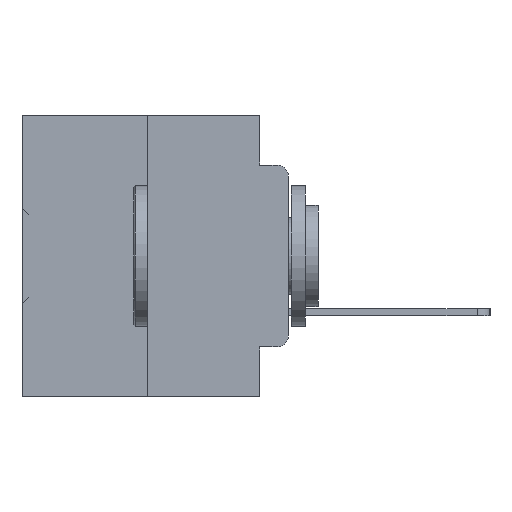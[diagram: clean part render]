
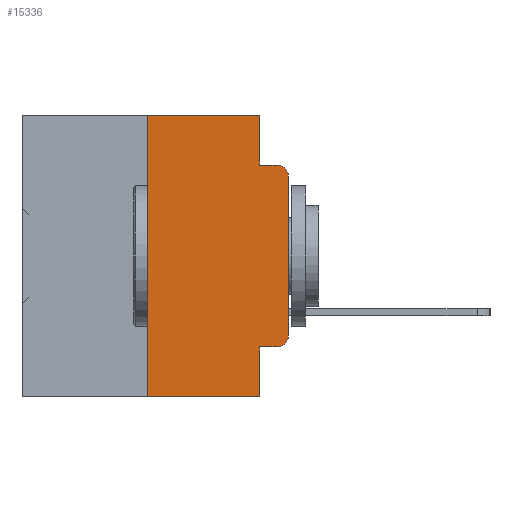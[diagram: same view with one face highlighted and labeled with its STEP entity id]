
A CAD part, left-side view. The second image highlights one B-rep face of the part: STEP entity #15336.
In plain terms, the highlighted planar face has unit normal (-1, 0, 0).
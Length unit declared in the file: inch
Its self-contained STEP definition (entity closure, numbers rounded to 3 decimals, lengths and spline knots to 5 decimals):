
#1461 = ORIENTED_EDGE ( 'NONE', *, *, #15469, .T. ) ;
#1855 = ORIENTED_EDGE ( 'NONE', *, *, #12742, .T. ) ;
#1971 = LINE ( 'NONE', #20231, #32494 ) ;
#2419 = DIRECTION ( 'NONE',  ( 0., 0., -1. ) ) ;
#3052 = DIRECTION ( 'NONE',  ( 0., -1., 0. ) ) ;
#3653 = FACE_OUTER_BOUND ( 'NONE', #36895, .T. ) ;
#4776 = EDGE_CURVE ( 'NONE', #15625, #19945, #21451, .T. ) ;
#5359 = CARTESIAN_POINT ( 'NONE',  ( 0., 0.25, -0.5 ) ) ;
#5451 = VECTOR ( 'NONE', #8952, 39.37008 ) ;
#5511 = EDGE_CURVE ( 'NONE', #14385, #38051, #8383, .T. ) ;
#5930 = VECTOR ( 'NONE', #3052, 39.37008 ) ;
#6000 = VECTOR ( 'NONE', #35005, 39.37008 ) ;
#6039 = CARTESIAN_POINT ( 'NONE',  ( 0., 0.25, 0. ) ) ;
#6679 = CARTESIAN_POINT ( 'NONE',  ( 0., 0.473, 0. ) ) ;
#7372 = DIRECTION ( 'NONE',  ( 0., -1., 0. ) ) ;
#7472 = VERTEX_POINT ( 'NONE', #37681 ) ;
#7529 = VERTEX_POINT ( 'NONE', #20274 ) ;
#7825 = CIRCLE ( 'NONE', #20415, 0.02 ) ;
#8373 = CARTESIAN_POINT ( 'NONE',  ( 0., 0.02, -0.3915 ) ) ;
#8383 = CIRCLE ( 'NONE', #26926, 0.02 ) ;
#8952 = DIRECTION ( 'NONE',  ( 0., 0., -1. ) ) ;
#9016 = EDGE_CURVE ( 'NONE', #26724, #7529, #27998, .T. ) ;
#9440 = EDGE_CURVE ( 'NONE', #14848, #7472, #14629, .T. ) ;
#9719 = CARTESIAN_POINT ( 'NONE',  ( 0., 0., -0.3915 ) ) ;
#11349 = DIRECTION ( 'NONE',  ( 0., 0., -1. ) ) ;
#11536 = ORIENTED_EDGE ( 'NONE', *, *, #4776, .F. ) ;
#12742 = EDGE_CURVE ( 'NONE', #33851, #19945, #7825, .T. ) ;
#13039 = VECTOR ( 'NONE', #18826, 39.37008 ) ;
#13940 = ORIENTED_EDGE ( 'NONE', *, *, #5511, .T. ) ;
#14196 = CARTESIAN_POINT ( 'NONE',  ( 0., 0.473, 0. ) ) ;
#14335 = CARTESIAN_POINT ( 'NONE',  ( 0., 0.051, 0. ) ) ;
#14385 = VERTEX_POINT ( 'NONE', #24355 ) ;
#14629 = LINE ( 'NONE', #6679, #27569 ) ;
#14848 = VERTEX_POINT ( 'NONE', #6039 ) ;
#15336 = ADVANCED_FACE ( 'NONE', ( #3653 ), #17178, .F. ) ;
#15469 = EDGE_CURVE ( 'NONE', #16425, #14385, #22626, .T. ) ;
#15625 = VERTEX_POINT ( 'NONE', #27482 ) ;
#16425 = VERTEX_POINT ( 'NONE', #22139 ) ;
#16611 = DIRECTION ( 'NONE',  ( -1., 0., 0. ) ) ;
#17178 = PLANE ( 'NONE',  #17751 ) ;
#17751 = AXIS2_PLACEMENT_3D ( 'NONE', #14196, #20163, #2419 ) ;
#17821 = CARTESIAN_POINT ( 'NONE',  ( 0., 0.051, -0.4115 ) ) ;
#18562 = ORIENTED_EDGE ( 'NONE', *, *, #9440, .F. ) ;
#18826 = DIRECTION ( 'NONE',  ( 0., 0., 1. ) ) ;
#19945 = VERTEX_POINT ( 'NONE', #30713 ) ;
#20163 = DIRECTION ( 'NONE',  ( 1., 0., 0. ) ) ;
#20231 = CARTESIAN_POINT ( 'NONE',  ( 0., 0., 0. ) ) ;
#20274 = CARTESIAN_POINT ( 'NONE',  ( 0., 0.051, -0.5 ) ) ;
#20319 = LINE ( 'NONE', #26716, #5451 ) ;
#20415 = AXIS2_PLACEMENT_3D ( 'NONE', #34306, #16611, #37249 ) ;
#20692 = EDGE_CURVE ( 'NONE', #38051, #33851, #1971, .T. ) ;
#20860 = ORIENTED_EDGE ( 'NONE', *, *, #37231, .F. ) ;
#20877 = LINE ( 'NONE', #14335, #6000 ) ;
#21345 = ORIENTED_EDGE ( 'NONE', *, *, #9016, .T. ) ;
#21451 = LINE ( 'NONE', #25153, #28361 ) ;
#22004 = DIRECTION ( 'NONE',  ( 0., -1., 0. ) ) ;
#22139 = CARTESIAN_POINT ( 'NONE',  ( 0., 0.051, -0.4115 ) ) ;
#22626 = LINE ( 'NONE', #17821, #5930 ) ;
#23189 = DIRECTION ( 'NONE',  ( 0., 0., 1. ) ) ;
#23381 = EDGE_CURVE ( 'NONE', #16425, #7529, #20319, .T. ) ;
#24355 = CARTESIAN_POINT ( 'NONE',  ( 0., 0.02, -0.4115 ) ) ;
#25153 = CARTESIAN_POINT ( 'NONE',  ( 0., 0.051, -0.0885 ) ) ;
#25389 = EDGE_CURVE ( 'NONE', #26724, #14848, #28771, .T. ) ;
#26417 = ORIENTED_EDGE ( 'NONE', *, *, #25389, .F. ) ;
#26716 = CARTESIAN_POINT ( 'NONE',  ( 0., 0.051, 0. ) ) ;
#26724 = VERTEX_POINT ( 'NONE', #5359 ) ;
#26819 = ORIENTED_EDGE ( 'NONE', *, *, #20692, .T. ) ;
#26926 = AXIS2_PLACEMENT_3D ( 'NONE', #8373, #29090, #11349 ) ;
#27482 = CARTESIAN_POINT ( 'NONE',  ( 0., 0.051, -0.0885 ) ) ;
#27569 = VECTOR ( 'NONE', #33356, 39.37008 ) ;
#27820 = CARTESIAN_POINT ( 'NONE',  ( 0., 0.473, -0.5 ) ) ;
#27998 = LINE ( 'NONE', #27820, #34935 ) ;
#28361 = VECTOR ( 'NONE', #7372, 39.37008 ) ;
#28771 = LINE ( 'NONE', #36495, #13039 ) ;
#29090 = DIRECTION ( 'NONE',  ( -1., 0., 0. ) ) ;
#29188 = ORIENTED_EDGE ( 'NONE', *, *, #23381, .F. ) ;
#30713 = CARTESIAN_POINT ( 'NONE',  ( 0., 0.02, -0.0885 ) ) ;
#32494 = VECTOR ( 'NONE', #23189, 39.37008 ) ;
#33356 = DIRECTION ( 'NONE',  ( 0., -1., 0. ) ) ;
#33851 = VERTEX_POINT ( 'NONE', #37987 ) ;
#34306 = CARTESIAN_POINT ( 'NONE',  ( 0., 0.02, -0.1085 ) ) ;
#34935 = VECTOR ( 'NONE', #22004, 39.37008 ) ;
#35005 = DIRECTION ( 'NONE',  ( 0., 0., -1. ) ) ;
#36495 = CARTESIAN_POINT ( 'NONE',  ( 0., 0.25, 0. ) ) ;
#36895 = EDGE_LOOP ( 'NONE', ( #26819, #1855, #11536, #20860, #18562, #26417, #21345, #29188, #1461, #13940 ) ) ;
#37231 = EDGE_CURVE ( 'NONE', #7472, #15625, #20877, .T. ) ;
#37249 = DIRECTION ( 'NONE',  ( 0., 0., -1. ) ) ;
#37681 = CARTESIAN_POINT ( 'NONE',  ( 0., 0.051, 0. ) ) ;
#37987 = CARTESIAN_POINT ( 'NONE',  ( 0., 0., -0.1085 ) ) ;
#38051 = VERTEX_POINT ( 'NONE', #9719 ) ;
